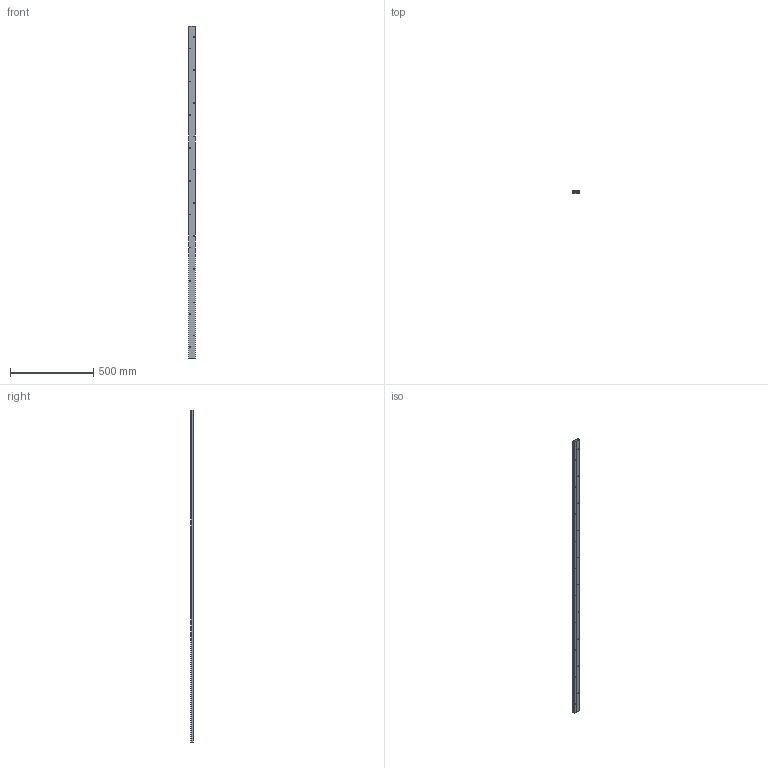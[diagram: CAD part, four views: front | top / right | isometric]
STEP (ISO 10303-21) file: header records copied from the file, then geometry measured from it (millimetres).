
FILE_DESCRIPTION (( 'STEP AP214' ), '1' );
FILE_NAME ('ÀÃÈÅ 026.00.001-08_Îñíîâàíèå 40.2õ16.STEP', '2016-06-14T12:09:54', ( '' ), ( '' ), 'SwSTEP 2.0', 'SolidWorks 2014', '' );
FILE_SCHEMA (( 'AUTOMOTIVE_DESIGN' ));
Length unit declared in the file: millimetre
Products named in the file (1): ÀÃÈÅ 026.00.001-08_Îñíîâàíèå 40.2õ16
Bounding box: 40 x 16 x 2000 mm (x, y, z)
Volume: 279971.6 mm3; surface area: 537664.6 mm2
Topology: 2 solids, 2 shells, 74 faces, 210 edges, 140 vertices
Faces by surface type: cylinder 44, plane 30
Entity records: 2565 total; most frequent: DIRECTION 448, CARTESIAN_POINT 425, ORIENTED_EDGE 420, EDGE_CURVE 210, AXIS2_PLACEMENT_3D 163, VERTEX_POINT 140, VECTOR 122, LINE 122
